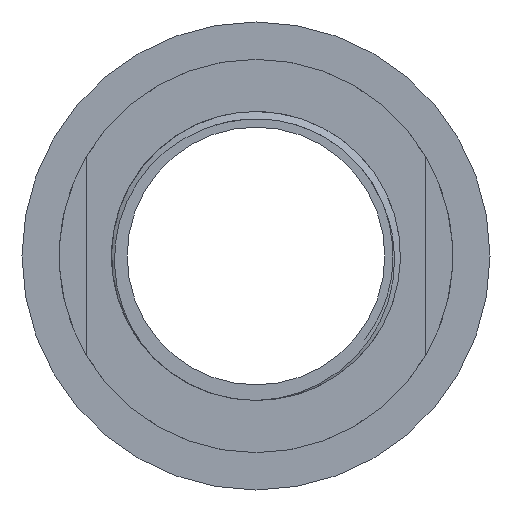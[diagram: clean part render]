
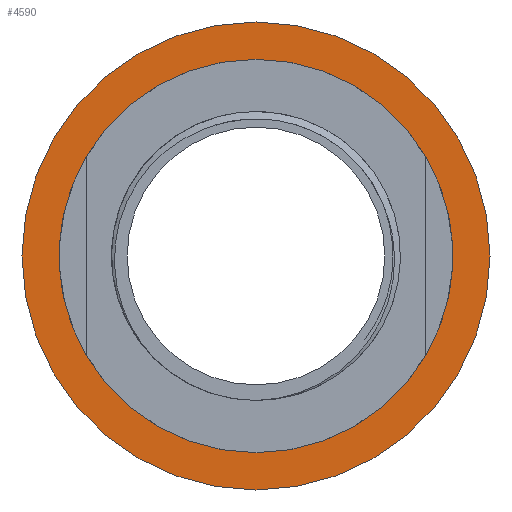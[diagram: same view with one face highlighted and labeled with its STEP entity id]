
A CAD part, left-side view. The second image highlights one B-rep face of the part: STEP entity #4590.
In plain terms, the highlighted planar face has unit normal (-1, 0, 0).
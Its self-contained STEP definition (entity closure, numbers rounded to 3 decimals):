
#229 = FACE_OUTER_BOUND ( 'NONE', #516, .T. ) ;
#254 = DIRECTION ( 'NONE',  ( 0., 0., 1. ) ) ;
#366 = CIRCLE ( 'NONE', #1061, 14.5 ) ;
#442 = CIRCLE ( 'NONE', #3493, 14.5 ) ;
#516 = EDGE_LOOP ( 'NONE', ( #5196, #614 ) ) ;
#614 = ORIENTED_EDGE ( 'NONE', *, *, #4761, .T. ) ;
#633 = DIRECTION ( 'NONE',  ( -1., 0., 0. ) ) ;
#643 = VERTEX_POINT ( 'NONE', #4581 ) ;
#658 = ORIENTED_EDGE ( 'NONE', *, *, #3831, .F. ) ;
#707 = AXIS2_PLACEMENT_3D ( 'NONE', #4362, #633, #3119 ) ;
#753 = DIRECTION ( 'NONE',  ( -1., 0., 0. ) ) ;
#898 = DIRECTION ( 'NONE',  ( -1., 0., 0. ) ) ;
#992 = PLANE ( 'NONE',  #2451 ) ;
#1061 = AXIS2_PLACEMENT_3D ( 'NONE', #4877, #753, #4077 ) ;
#1231 = CIRCLE ( 'NONE', #2272, 17.25 ) ;
#1302 = DIRECTION ( 'NONE',  ( 0., 0., 1. ) ) ;
#1333 = CARTESIAN_POINT ( 'NONE',  ( -13., 0., 17.25 ) ) ;
#1500 = DIRECTION ( 'NONE',  ( -1., 0., 0. ) ) ;
#1628 = DIRECTION ( 'NONE',  ( -1., 0., 0. ) ) ;
#1889 = VERTEX_POINT ( 'NONE', #2454 ) ;
#1979 = EDGE_CURVE ( 'NONE', #2059, #643, #442, .T. ) ;
#2059 = VERTEX_POINT ( 'NONE', #2112 ) ;
#2112 = CARTESIAN_POINT ( 'NONE',  ( -13., 0., -14.5 ) ) ;
#2255 = CARTESIAN_POINT ( 'NONE',  ( -13., 0., 0. ) ) ;
#2272 = AXIS2_PLACEMENT_3D ( 'NONE', #5023, #898, #1302 ) ;
#2451 = AXIS2_PLACEMENT_3D ( 'NONE', #2255, #1500, #254 ) ;
#2454 = CARTESIAN_POINT ( 'NONE',  ( -13., 0., -17.25 ) ) ;
#2630 = CIRCLE ( 'NONE', #707, 17.25 ) ;
#3074 = ORIENTED_EDGE ( 'NONE', *, *, #1979, .F. ) ;
#3119 = DIRECTION ( 'NONE',  ( 0., 0., 1. ) ) ;
#3493 = AXIS2_PLACEMENT_3D ( 'NONE', #4969, #1628, #4569 ) ;
#3831 = EDGE_CURVE ( 'NONE', #643, #2059, #366, .T. ) ;
#4077 = DIRECTION ( 'NONE',  ( 0., 0., 1. ) ) ;
#4362 = CARTESIAN_POINT ( 'NONE',  ( -13., 0., 0. ) ) ;
#4569 = DIRECTION ( 'NONE',  ( 0., 0., 1. ) ) ;
#4581 = CARTESIAN_POINT ( 'NONE',  ( -13., 0., 14.5 ) ) ;
#4587 = EDGE_CURVE ( 'NONE', #4780, #1889, #2630, .T. ) ;
#4590 = ADVANCED_FACE ( 'NONE', ( #229, #5170 ), #992, .T. ) ;
#4761 = EDGE_CURVE ( 'NONE', #1889, #4780, #1231, .T. ) ;
#4780 = VERTEX_POINT ( 'NONE', #1333 ) ;
#4877 = CARTESIAN_POINT ( 'NONE',  ( -13., 0., 0. ) ) ;
#4969 = CARTESIAN_POINT ( 'NONE',  ( -13., 0., 0. ) ) ;
#5023 = CARTESIAN_POINT ( 'NONE',  ( -13., 0., 0. ) ) ;
#5170 = FACE_BOUND ( 'NONE', #5351, .T. ) ;
#5196 = ORIENTED_EDGE ( 'NONE', *, *, #4587, .T. ) ;
#5351 = EDGE_LOOP ( 'NONE', ( #658, #3074 ) ) ;
